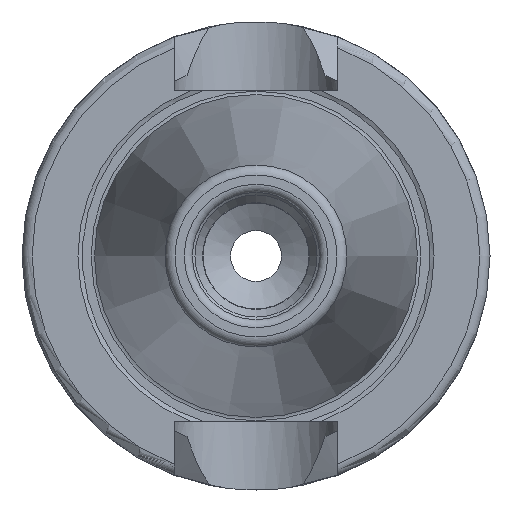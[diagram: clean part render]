
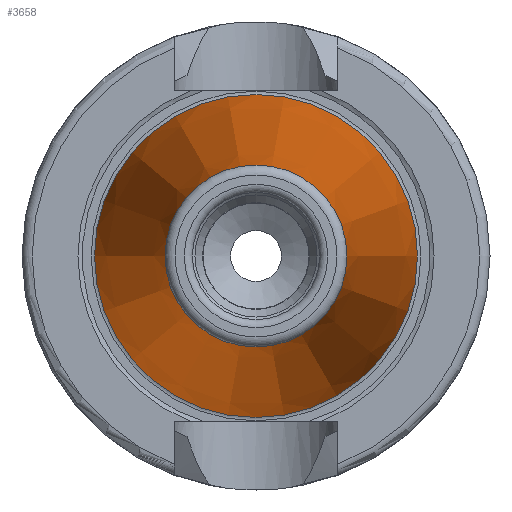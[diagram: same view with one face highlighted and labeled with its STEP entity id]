
A CAD part, left-side view. The second image highlights one B-rep face of the part: STEP entity #3658.
In plain terms, the highlighted conical face has half-angle 8.297 degrees and reference radius 12.408 mm.
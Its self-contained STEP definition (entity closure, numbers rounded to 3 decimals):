
#3624=CARTESIAN_POINT('',(-47.544,8.941,0.0));
#3625=VERTEX_POINT('',#3624);
#3626=CARTESIAN_POINT('',(-47.544,0.0,0.0));
#3627=DIRECTION('',(1.0,0.0,0.0));
#3628=DIRECTION('',(0.0,1.0,0.0));
#3629=AXIS2_PLACEMENT_3D('',#3626,#3627,#3628);
#3630=CIRCLE('',#3629,8.941);
#3631=EDGE_CURVE('',#3625,#3625,#3630,.T.);
#3639=CARTESIAN_POINT('',(-23.772,0.0,0.0));
#3640=DIRECTION('',(1.0,0.0,0.0));
#3641=DIRECTION('',(0.0,1.0,0.0));
#3642=AXIS2_PLACEMENT_3D('',#3639,#3640,#3641);
#3643=CONICAL_SURFACE('',#3642,12.408,8.297);
#3644=CARTESIAN_POINT('',(0.0,15.875,0.0));
#3645=VERTEX_POINT('',#3644);
#3646=CARTESIAN_POINT('',(0.0,0.0,0.0));
#3647=DIRECTION('',(1.0,0.0,0.0));
#3648=DIRECTION('',(0.0,1.0,0.0));
#3649=AXIS2_PLACEMENT_3D('',#3646,#3647,#3648);
#3650=CIRCLE('',#3649,15.875);
#3651=EDGE_CURVE('',#3645,#3645,#3650,.T.);
#3652=ORIENTED_EDGE('',*,*,#3651,.F.);
#3653=EDGE_LOOP('',(#3652));
#3654=FACE_OUTER_BOUND('',#3653,.T.);
#3655=ORIENTED_EDGE('',*,*,#3631,.T.);
#3656=EDGE_LOOP('',(#3655));
#3657=FACE_BOUND('',#3656,.T.);
#3658=ADVANCED_FACE('',(#3654,#3657),#3643,.T.);
